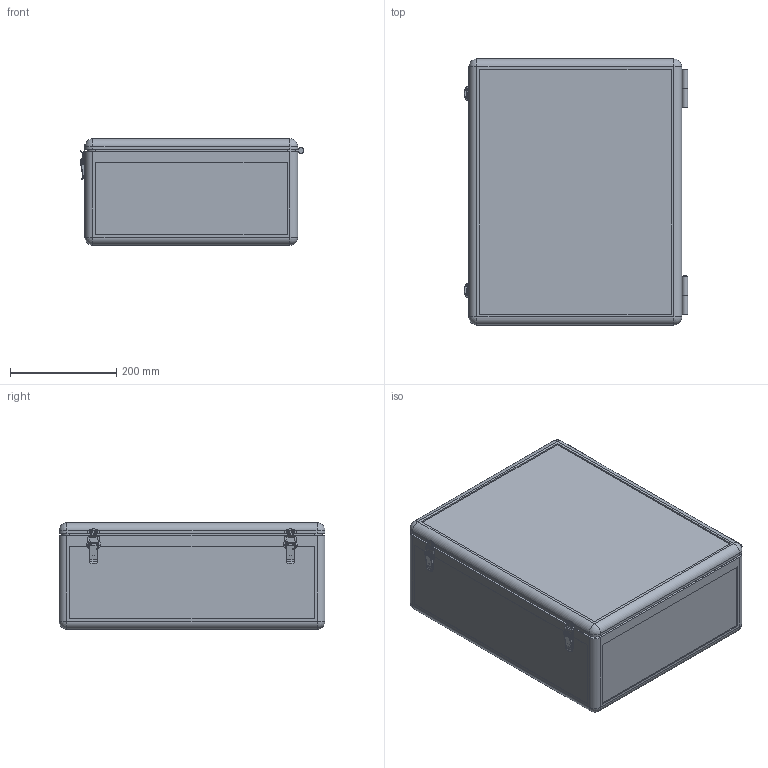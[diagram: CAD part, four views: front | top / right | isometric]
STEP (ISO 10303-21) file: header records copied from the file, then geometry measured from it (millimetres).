
FILE_DESCRIPTION (( 'STEP AP203' ), '1' );
FILE_NAME ('CHB-511P-STP.step', '2024-05-20T01:57:35', ( '' ), ( '' ), 'SwSTEP 2.0', 'SolidWorks 2011', '' );
FILE_SCHEMA (( 'CONFIG_CONTROL_DESIGN' ));
Products named in the file (4): CHB-511P-STP; plate_set; door; box
Assembly tree (3 placements, depth 2):
  CHB-511P-STP
    box
    door
    plate_set
Bounding box: 420.6 x 500 x 200 mm (x, y, z)
Volume: 3104433.7 mm3; surface area: 2180310.5 mm2
Topology: 7 solids, 7 shells, 2100 faces, 5460 edges, 3450 vertices
Faces by surface type: plane 1490, cylinder 470, bspline 60, sphere 56, cone 16, torus 8
Entity records: 72396 total; most frequent: CARTESIAN_POINT 20732, ORIENTED_EDGE 10808, DIRECTION 10208, EDGE_CURVE 5404, VECTOR 4184, LINE 4184, VERTEX_POINT 3450, AXIS2_PLACEMENT_3D 3012
